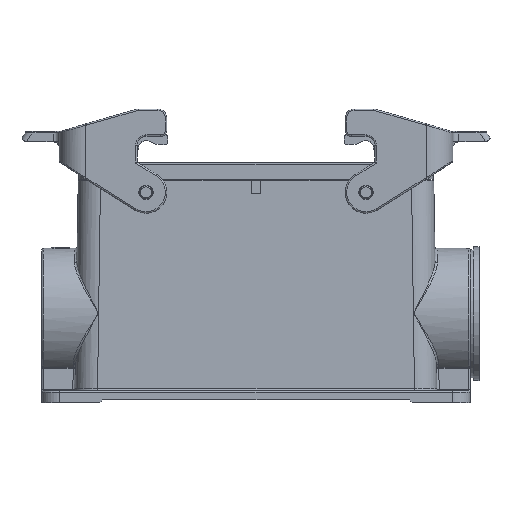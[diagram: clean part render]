
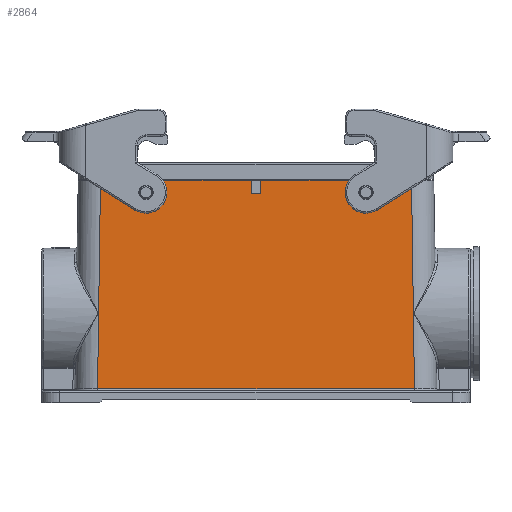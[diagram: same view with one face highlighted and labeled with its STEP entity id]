
A CAD part, front view. The second image highlights one B-rep face of the part: STEP entity #2864.
In plain terms, the highlighted planar face has unit normal (0, -1, 0.011).
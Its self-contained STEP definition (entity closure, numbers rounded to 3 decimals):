
#2172=CARTESIAN_POINT('',(-52.3,-21.5,5.7));
#2173=VERTEX_POINT('',#2172);
#2174=CARTESIAN_POINT('',(-1.6,-21.5,5.7));
#2175=VERTEX_POINT('',#2174);
#2176=CARTESIAN_POINT('',(-52.3,-21.5,5.7));
#2177=DIRECTION('',(1.0,0.0,0.0));
#2178=VECTOR('',#2177,50.7);
#2179=LINE('',#2176,#2178);
#2180=EDGE_CURVE('',#2173,#2175,#2179,.T.);
#2198=CARTESIAN_POINT('',(1.6,-21.5,5.7));
#2199=VERTEX_POINT('',#2198);
#2206=CARTESIAN_POINT('',(52.3,-21.5,5.7));
#2207=VERTEX_POINT('',#2206);
#2208=CARTESIAN_POINT('',(1.6,-21.5,5.7));
#2209=DIRECTION('',(1.0,0.0,0.0));
#2210=VECTOR('',#2209,50.7);
#2211=LINE('',#2208,#2210);
#2212=EDGE_CURVE('',#2199,#2207,#2211,.T.);
#2721=CARTESIAN_POINT('',(0.,-22.3,-65.25));
#2722=DIRECTION('',(0.,-1.,0.011));
#2723=DIRECTION('',(0.0,-0.011,-1.));
#2724=AXIS2_PLACEMENT_3D('',#2721,#2722,#2723);
#2725=PLANE('',#2724);
#2726=CARTESIAN_POINT('',(-1.6,-21.553,1.015));
#2727=VERTEX_POINT('',#2726);
#2728=CARTESIAN_POINT('',(-1.6,-21.5,5.7));
#2729=DIRECTION('',(0.0,-0.011,-1.));
#2730=VECTOR('',#2729,4.686);
#2731=LINE('',#2728,#2730);
#2732=EDGE_CURVE('',#2175,#2727,#2731,.T.);
#2733=ORIENTED_EDGE('',*,*,#2732,.F.);
#2734=ORIENTED_EDGE('',*,*,#2180,.F.);
#2735=CARTESIAN_POINT('',(-53.289,-22.291,-64.459));
#2736=VERTEX_POINT('',#2735);
#2737=CARTESIAN_POINT('',(-52.3,-21.5,5.7));
#2738=DIRECTION('',(-0.014,-0.011,-1.));
#2739=VECTOR('',#2738,70.17);
#2740=LINE('',#2737,#2739);
#2741=EDGE_CURVE('',#2173,#2736,#2740,.T.);
#2742=ORIENTED_EDGE('',*,*,#2741,.T.);
#2743=CARTESIAN_POINT('',(53.289,-22.291,-64.459));
#2744=VERTEX_POINT('',#2743);
#2745=CARTESIAN_POINT('',(-53.289,-22.291,-64.459));
#2746=DIRECTION('',(1.0,0.0,0.0));
#2747=VECTOR('',#2746,106.579);
#2748=LINE('',#2745,#2747);
#2749=EDGE_CURVE('',#2736,#2744,#2748,.T.);
#2750=ORIENTED_EDGE('',*,*,#2749,.T.);
#2751=CARTESIAN_POINT('',(53.289,-22.291,-64.459));
#2752=DIRECTION('',(-0.014,0.011,1.));
#2753=VECTOR('',#2752,70.17);
#2754=LINE('',#2751,#2753);
#2755=EDGE_CURVE('',#2744,#2207,#2754,.T.);
#2756=ORIENTED_EDGE('',*,*,#2755,.T.);
#2757=ORIENTED_EDGE('',*,*,#2212,.F.);
#2758=CARTESIAN_POINT('',(1.6,-21.553,1.015));
#2759=VERTEX_POINT('',#2758);
#2760=CARTESIAN_POINT('',(1.6,-21.553,1.015));
#2761=DIRECTION('',(0.,0.011,1.));
#2762=VECTOR('',#2761,4.686);
#2763=LINE('',#2760,#2762);
#2764=EDGE_CURVE('',#2759,#2199,#2763,.T.);
#2765=ORIENTED_EDGE('',*,*,#2764,.F.);
#2766=CARTESIAN_POINT('',(-1.6,-21.553,1.015));
#2767=DIRECTION('',(1.0,0.0,0.0));
#2768=VECTOR('',#2767,3.2);
#2769=LINE('',#2766,#2768);
#2770=EDGE_CURVE('',#2727,#2759,#2769,.T.);
#2771=ORIENTED_EDGE('',*,*,#2770,.F.);
#2772=EDGE_LOOP('',(#2733,#2734,#2742,#2750,#2756,#2757,#2765,#2771));
#2773=FACE_OUTER_BOUND('',#2772,.T.);
#2774=CARTESIAN_POINT('',(-40.5,-21.547,1.55));
#2775=VERTEX_POINT('',#2774);
#2776=CARTESIAN_POINT('',(-33.5,-21.547,1.55));
#2777=VERTEX_POINT('',#2776);
#2778=CARTESIAN_POINT('',(-37.0,-21.547,1.55));
#2779=DIRECTION('',(0.,-1.,0.011));
#2780=DIRECTION('',(0.,-0.011,-1.));
#2781=AXIS2_PLACEMENT_3D('',#2778,#2779,#2780);
#2782=ELLIPSE('',#2781,3.5,3.5);
#2783=EDGE_CURVE('',#2775,#2777,#2782,.T.);
#2784=ORIENTED_EDGE('',*,*,#2783,.F.);
#2785=CARTESIAN_POINT('',(-39.0,-21.547,1.55));
#2786=VERTEX_POINT('',#2785);
#2787=CARTESIAN_POINT('',(-39.0,-21.547,1.55));
#2788=DIRECTION('',(-1.0,0.0,0.0));
#2789=VECTOR('',#2788,1.5);
#2790=LINE('',#2787,#2789);
#2791=EDGE_CURVE('',#2786,#2775,#2790,.T.);
#2792=ORIENTED_EDGE('',*,*,#2791,.F.);
#2793=CARTESIAN_POINT('',(-35.0,-21.547,1.55));
#2794=VERTEX_POINT('',#2793);
#2795=CARTESIAN_POINT('',(-35.,-21.547,1.55));
#2796=CARTESIAN_POINT('',(-35.,-21.541,2.102));
#2797=CARTESIAN_POINT('',(-35.196,-21.535,2.574));
#2798=CARTESIAN_POINT('',(-35.586,-21.531,2.964));
#2799=CARTESIAN_POINT('',(-35.976,-21.526,3.354));
#2800=CARTESIAN_POINT('',(-36.448,-21.524,3.55));
#2801=CARTESIAN_POINT('',(-37.,-21.524,3.55));
#2802=CARTESIAN_POINT('',(-37.552,-21.524,3.55));
#2803=CARTESIAN_POINT('',(-38.024,-21.526,3.354));
#2804=CARTESIAN_POINT('',(-38.414,-21.531,2.964));
#2805=CARTESIAN_POINT('',(-38.805,-21.535,2.574));
#2806=CARTESIAN_POINT('',(-39.,-21.541,2.103));
#2807=CARTESIAN_POINT('',(-39.,-21.547,1.55));
#2808=B_SPLINE_CURVE_WITH_KNOTS('',3,(#2795,#2796,#2797,#2798,#2799,#2800,#2801,#2802,#2803,#2804,#2805,#2806,#2807),.UNSPECIFIED.,.F.,.U.,(4,3,3,3,4),(0.0,0.25,0.5,0.75,1.0),.UNSPECIFIED.);
#2809=EDGE_CURVE('',#2794,#2786,#2808,.T.);
#2810=ORIENTED_EDGE('',*,*,#2809,.F.);
#2811=CARTESIAN_POINT('',(-33.5,-21.547,1.55));
#2812=DIRECTION('',(-1.0,0.0,0.0));
#2813=VECTOR('',#2812,1.5);
#2814=LINE('',#2811,#2813);
#2815=EDGE_CURVE('',#2777,#2794,#2814,.T.);
#2816=ORIENTED_EDGE('',*,*,#2815,.F.);
#2817=EDGE_LOOP('',(#2784,#2792,#2810,#2816));
#2818=FACE_BOUND('',#2817,.T.);
#2819=CARTESIAN_POINT('',(33.5,-21.547,1.55));
#2820=VERTEX_POINT('',#2819);
#2821=CARTESIAN_POINT('',(40.5,-21.547,1.55));
#2822=VERTEX_POINT('',#2821);
#2823=CARTESIAN_POINT('',(37.0,-21.547,1.55));
#2824=DIRECTION('',(0.,-1.,0.011));
#2825=DIRECTION('',(0.,-0.011,-1.));
#2826=AXIS2_PLACEMENT_3D('',#2823,#2824,#2825);
#2827=ELLIPSE('',#2826,3.5,3.5);
#2828=EDGE_CURVE('',#2820,#2822,#2827,.T.);
#2829=ORIENTED_EDGE('',*,*,#2828,.F.);
#2830=CARTESIAN_POINT('',(35.0,-21.547,1.55));
#2831=VERTEX_POINT('',#2830);
#2832=CARTESIAN_POINT('',(35.0,-21.547,1.55));
#2833=DIRECTION('',(-1.0,0.0,0.0));
#2834=VECTOR('',#2833,1.5);
#2835=LINE('',#2832,#2834);
#2836=EDGE_CURVE('',#2831,#2820,#2835,.T.);
#2837=ORIENTED_EDGE('',*,*,#2836,.F.);
#2838=CARTESIAN_POINT('',(39.0,-21.547,1.55));
#2839=VERTEX_POINT('',#2838);
#2840=CARTESIAN_POINT('',(39.,-21.547,1.55));
#2841=CARTESIAN_POINT('',(39.,-21.541,2.102));
#2842=CARTESIAN_POINT('',(38.804,-21.535,2.574));
#2843=CARTESIAN_POINT('',(38.414,-21.531,2.964));
#2844=CARTESIAN_POINT('',(38.024,-21.526,3.354));
#2845=CARTESIAN_POINT('',(37.552,-21.524,3.55));
#2846=CARTESIAN_POINT('',(37.,-21.524,3.55));
#2847=CARTESIAN_POINT('',(36.448,-21.524,3.55));
#2848=CARTESIAN_POINT('',(35.976,-21.526,3.354));
#2849=CARTESIAN_POINT('',(35.586,-21.531,2.964));
#2850=CARTESIAN_POINT('',(35.195,-21.535,2.574));
#2851=CARTESIAN_POINT('',(35.,-21.541,2.103));
#2852=CARTESIAN_POINT('',(35.,-21.547,1.55));
#2853=B_SPLINE_CURVE_WITH_KNOTS('',3,(#2840,#2841,#2842,#2843,#2844,#2845,#2846,#2847,#2848,#2849,#2850,#2851,#2852),.UNSPECIFIED.,.F.,.U.,(4,3,3,3,4),(0.0,0.25,0.5,0.75,1.0),.UNSPECIFIED.);
#2854=EDGE_CURVE('',#2839,#2831,#2853,.T.);
#2855=ORIENTED_EDGE('',*,*,#2854,.F.);
#2856=CARTESIAN_POINT('',(40.5,-21.547,1.55));
#2857=DIRECTION('',(-1.0,0.0,0.0));
#2858=VECTOR('',#2857,1.5);
#2859=LINE('',#2856,#2858);
#2860=EDGE_CURVE('',#2822,#2839,#2859,.T.);
#2861=ORIENTED_EDGE('',*,*,#2860,.F.);
#2862=EDGE_LOOP('',(#2829,#2837,#2855,#2861));
#2863=FACE_BOUND('',#2862,.T.);
#2864=ADVANCED_FACE('',(#2773,#2818,#2863),#2725,.T.);
